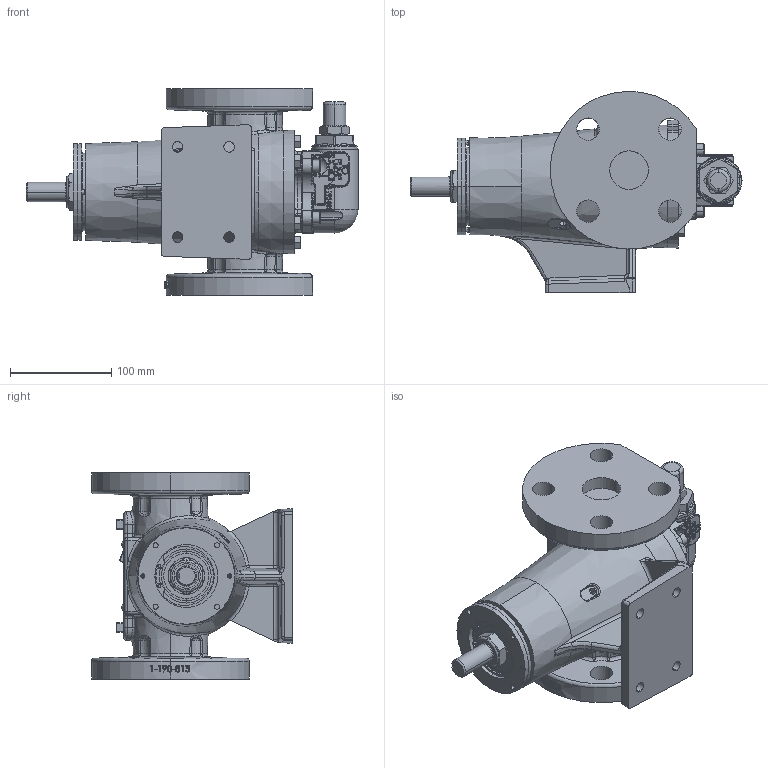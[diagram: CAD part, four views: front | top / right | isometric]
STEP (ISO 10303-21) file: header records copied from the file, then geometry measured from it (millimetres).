
FILE_DESCRIPTION (( 'STEP AP214' ), '1' );
FILE_NAME ('HV-3495.STEP', '2019-05-24T18:21:59', ( '' ), ( '' ), 'SwSTEP 2.0', 'SolidWorks 2018', '' );
FILE_SCHEMA (( 'AUTOMOTIVE_DESIGN' ));
Length unit declared in the file: inch
Products named in the file (1): HV-3495
Bounding box: 327.24 x 198.11 x 203.2 mm (x, y, z)
Volume: 3449153.1 mm3; surface area: 266979.3 mm2
Topology: 1 solids, 1 shells, 2354 faces, 5918 edges, 3720 vertices
Faces by surface type: plane 1142, bspline 622, cylinder 294, cone 171, torus 79, sphere 46
Entity records: 133894 total; most frequent: CARTESIAN_POINT 62265, ORIENTED_EDGE 11736, DIRECTION 8777, EDGE_CURVE 5868, VERTEX_POINT 3719, VECTOR 3261, LINE 3261, AXIS2_PLACEMENT_3D 2758
